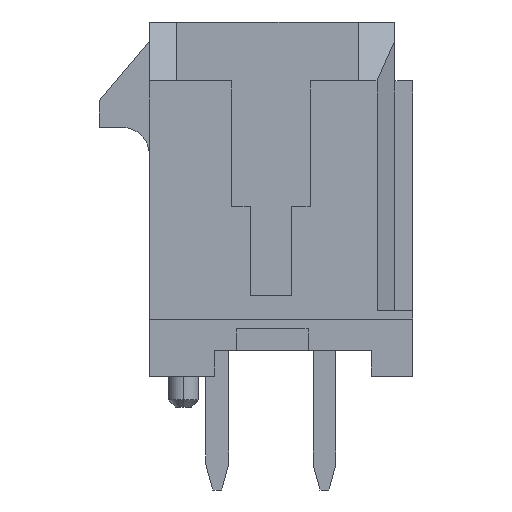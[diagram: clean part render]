
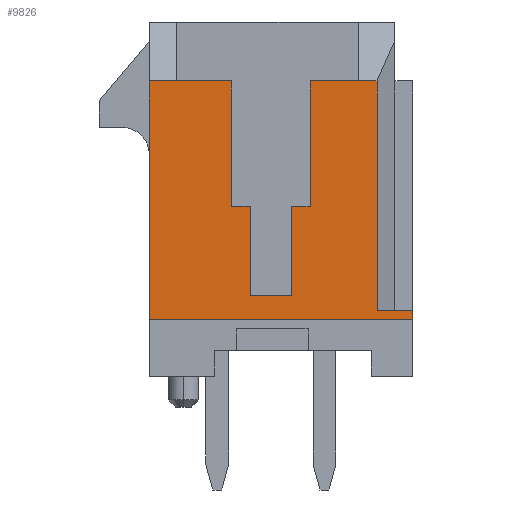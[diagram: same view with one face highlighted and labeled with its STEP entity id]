
A CAD part, left-side view. The second image highlights one B-rep face of the part: STEP entity #9826.
In plain terms, the highlighted planar face has unit normal (-1, 0, 0).
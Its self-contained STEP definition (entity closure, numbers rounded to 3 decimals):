
#1=DIRECTION('',(0.,0.,-1.));
#2=VECTOR('',#1,3.5);
#3=CARTESIAN_POINT('',(-19.825,-1.1,3.3));
#4=LINE('',#3,#2);
#5=DIRECTION('',(0.,1.,0.));
#6=VECTOR('',#5,1.35);
#7=CARTESIAN_POINT('',(-19.825,-2.45,3.3));
#8=LINE('',#7,#6);
#9=DIRECTION('',(0.,-1.,0.));
#10=VECTOR('',#9,0.52);
#11=CARTESIAN_POINT('',(-19.825,-2.45,3.3));
#12=LINE('',#11,#10);
#13=DIRECTION('',(0.,0.,-1.));
#14=VECTOR('',#13,6.41);
#15=CARTESIAN_POINT('',(-19.825,-2.97,3.3));
#16=LINE('',#15,#14);
#17=DIRECTION('',(0.,0.,-1.));
#18=VECTOR('',#17,0.25);
#19=CARTESIAN_POINT('',(-19.825,-3.97,-3.11));
#20=LINE('',#19,#18);
#21=DIRECTION('',(0.,1.,0.));
#22=VECTOR('',#21,7.37);
#23=CARTESIAN_POINT('',(-19.825,-3.97,-3.36));
#24=LINE('',#23,#22);
#25=DIRECTION('',(0.,0.,1.));
#26=VECTOR('',#25,6.66);
#27=CARTESIAN_POINT('',(-19.825,3.4,-3.36));
#28=LINE('',#27,#26);
#29=DIRECTION('',(0.,-1.,0.));
#30=VECTOR('',#29,0.76);
#31=CARTESIAN_POINT('',(-19.825,3.4,3.3));
#32=LINE('',#31,#30);
#33=DIRECTION('',(0.,1.,0.));
#34=VECTOR('',#33,1.54);
#35=CARTESIAN_POINT('',(-19.825,1.1,3.3));
#36=LINE('',#35,#34);
#37=DIRECTION('',(0.,0.,-1.));
#38=VECTOR('',#37,3.5);
#39=CARTESIAN_POINT('',(-19.825,1.1,3.3));
#40=LINE('',#39,#38);
#41=DIRECTION('',(0.,1.,0.));
#42=VECTOR('',#41,0.525);
#43=CARTESIAN_POINT('',(-19.825,0.575,-0.2));
#44=LINE('',#43,#42);
#45=DIRECTION('',(0.,0.,1.));
#46=VECTOR('',#45,2.5);
#47=CARTESIAN_POINT('',(-19.825,0.575,-2.7));
#48=LINE('',#47,#46);
#49=DIRECTION('',(0.,1.,0.));
#50=VECTOR('',#49,1.15);
#51=CARTESIAN_POINT('',(-19.825,-0.575,-2.7));
#52=LINE('',#51,#50);
#53=DIRECTION('',(0.,0.,-1.));
#54=VECTOR('',#53,2.5);
#55=CARTESIAN_POINT('',(-19.825,-0.575,-0.2));
#56=LINE('',#55,#54);
#57=DIRECTION('',(0.,1.,0.));
#58=VECTOR('',#57,0.525);
#59=CARTESIAN_POINT('',(-19.825,-1.1,-0.2));
#60=LINE('',#59,#58);
#4007=DIRECTION('',(0.,1.,0.));
#4008=VECTOR('',#4007,1.);
#4009=CARTESIAN_POINT('',(-19.825,-3.97,-3.11));
#4010=LINE('',#4009,#4008);
#7400=CARTESIAN_POINT('',(-19.825,3.4,3.3));
#7402=VERTEX_POINT('',#7400);
#7449=CARTESIAN_POINT('',(-19.825,-3.97,-3.11));
#7450=CARTESIAN_POINT('',(-19.825,-2.97,-3.11));
#7451=VERTEX_POINT('',#7449);
#7452=VERTEX_POINT('',#7450);
#7457=CARTESIAN_POINT('',(-19.825,2.64,3.3));
#7458=VERTEX_POINT('',#7457);
#7459=CARTESIAN_POINT('',(-19.825,-2.45,3.3));
#7460=VERTEX_POINT('',#7459);
#7757=CARTESIAN_POINT('',(-19.825,-1.1,3.3));
#7758=CARTESIAN_POINT('',(-19.825,-1.1,-0.2));
#7759=VERTEX_POINT('',#7757);
#7760=VERTEX_POINT('',#7758);
#7761=CARTESIAN_POINT('',(-19.825,-0.575,-0.2));
#7762=VERTEX_POINT('',#7761);
#7763=CARTESIAN_POINT('',(-19.825,-0.575,-2.7));
#7764=VERTEX_POINT('',#7763);
#7765=CARTESIAN_POINT('',(-19.825,0.575,-2.7));
#7766=VERTEX_POINT('',#7765);
#7767=CARTESIAN_POINT('',(-19.825,0.575,-0.2));
#7768=VERTEX_POINT('',#7767);
#7769=CARTESIAN_POINT('',(-19.825,1.1,-0.2));
#7770=VERTEX_POINT('',#7769);
#7771=CARTESIAN_POINT('',(-19.825,1.1,3.3));
#7772=VERTEX_POINT('',#7771);
#9573=CARTESIAN_POINT('',(-19.825,-3.97,-3.36));
#9574=CARTESIAN_POINT('',(-19.825,3.4,-3.36));
#9575=VERTEX_POINT('',#9573);
#9576=VERTEX_POINT('',#9574);
#9653=CARTESIAN_POINT('',(-19.825,-2.97,3.3));
#9654=VERTEX_POINT('',#9653);
#9787=CARTESIAN_POINT('',(-19.825,0.,0.));
#9788=DIRECTION('',(1.,0.,0.));
#9789=DIRECTION('',(0.,0.,-1.));
#9790=AXIS2_PLACEMENT_3D('',#9787,#9788,#9789);
#9791=PLANE('',#9790);
#9793=ORIENTED_EDGE('',*,*,#9792,.F.);
#9795=ORIENTED_EDGE('',*,*,#9794,.F.);
#9797=ORIENTED_EDGE('',*,*,#9796,.T.);
#9799=ORIENTED_EDGE('',*,*,#9798,.T.);
#9801=ORIENTED_EDGE('',*,*,#9800,.F.);
#9803=ORIENTED_EDGE('',*,*,#9802,.T.);
#9805=ORIENTED_EDGE('',*,*,#9804,.T.);
#9807=ORIENTED_EDGE('',*,*,#9806,.T.);
#9809=ORIENTED_EDGE('',*,*,#9808,.T.);
#9811=ORIENTED_EDGE('',*,*,#9810,.F.);
#9813=ORIENTED_EDGE('',*,*,#9812,.T.);
#9815=ORIENTED_EDGE('',*,*,#9814,.F.);
#9817=ORIENTED_EDGE('',*,*,#9816,.F.);
#9819=ORIENTED_EDGE('',*,*,#9818,.F.);
#9821=ORIENTED_EDGE('',*,*,#9820,.F.);
#9823=ORIENTED_EDGE('',*,*,#9822,.F.);
#9824=EDGE_LOOP('',(#9793,#9795,#9797,#9799,#9801,#9803,#9805,#9807,#9809,#9811,
#9813,#9815,#9817,#9819,#9821,#9823));
#9825=FACE_OUTER_BOUND('',#9824,.F.);
#9826=ADVANCED_FACE('',(#9825),#9791,.F.);
#9792=EDGE_CURVE('',#7759,#7760,#4,.T.);
#9794=EDGE_CURVE('',#7460,#7759,#8,.T.);
#9796=EDGE_CURVE('',#7460,#9654,#12,.T.);
#9798=EDGE_CURVE('',#9654,#7452,#16,.T.);
#9800=EDGE_CURVE('',#7451,#7452,#4010,.T.);
#9802=EDGE_CURVE('',#7451,#9575,#20,.T.);
#9804=EDGE_CURVE('',#9575,#9576,#24,.T.);
#9806=EDGE_CURVE('',#9576,#7402,#28,.T.);
#9808=EDGE_CURVE('',#7402,#7458,#32,.T.);
#9810=EDGE_CURVE('',#7772,#7458,#36,.T.);
#9812=EDGE_CURVE('',#7772,#7770,#40,.T.);
#9814=EDGE_CURVE('',#7768,#7770,#44,.T.);
#9816=EDGE_CURVE('',#7766,#7768,#48,.T.);
#9818=EDGE_CURVE('',#7764,#7766,#52,.T.);
#9820=EDGE_CURVE('',#7762,#7764,#56,.T.);
#9822=EDGE_CURVE('',#7760,#7762,#60,.T.);
